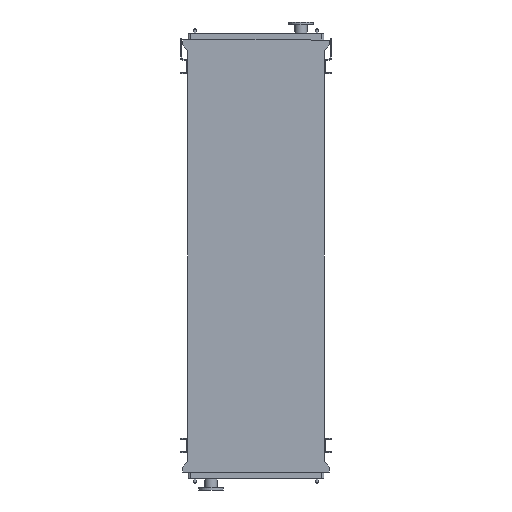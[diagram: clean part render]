
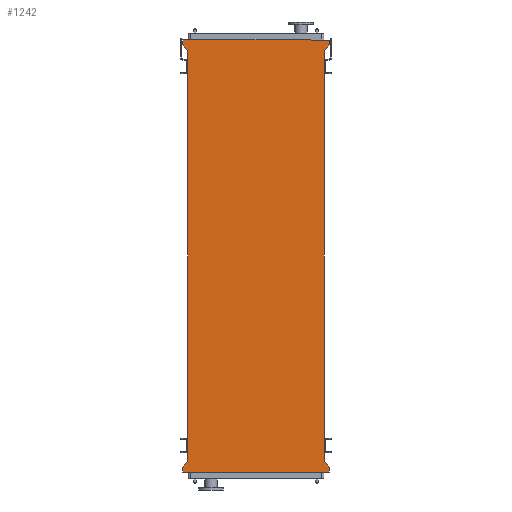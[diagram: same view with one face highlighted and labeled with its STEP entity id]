
A CAD part, front view. The second image highlights one B-rep face of the part: STEP entity #1242.
In plain terms, the highlighted planar face has unit normal (0, -1, 0).
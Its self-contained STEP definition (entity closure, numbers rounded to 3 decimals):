
#179 = EDGE_CURVE ( 'NONE', #8771, #1044, #14857, .T. ) ;
#457 = VECTOR ( 'NONE', #10334, 1000. ) ;
#672 = DIRECTION ( 'NONE',  ( 0., 0., -1. ) ) ;
#720 = LINE ( 'NONE', #3017, #4612 ) ;
#1032 = DIRECTION ( 'NONE',  ( 0., -1., 0. ) ) ;
#1044 = VERTEX_POINT ( 'NONE', #15984 ) ;
#1242 = ADVANCED_FACE ( 'NONE', ( #5488 ), #8515, .T. ) ;
#1306 = DIRECTION ( 'NONE',  ( 0.655, 0., 0.755 ) ) ;
#1553 = EDGE_CURVE ( 'NONE', #8694, #5677, #13677, .T. ) ;
#1873 = EDGE_CURVE ( 'NONE', #6132, #16339, #17157, .T. ) ;
#1931 = EDGE_CURVE ( 'NONE', #7277, #16339, #12301, .T. ) ;
#1939 = EDGE_CURVE ( 'NONE', #1044, #7277, #9275, .T. ) ;
#1959 = EDGE_CURVE ( 'NONE', #2331, #8771, #720, .T. ) ;
#1961 = EDGE_CURVE ( 'NONE', #5677, #2331, #11088, .T. ) ;
#1992 = EDGE_CURVE ( 'NONE', #13038, #8694, #9862, .T. ) ;
#1994 = EDGE_CURVE ( 'NONE', #15952, #13038, #13268, .T. ) ;
#1997 = EDGE_CURVE ( 'NONE', #4785, #15952, #16178, .T. ) ;
#2035 = ORIENTED_EDGE ( 'NONE', *, *, #1873, .T. ) ;
#2098 = EDGE_CURVE ( 'NONE', #11655, #4785, #10875, .T. ) ;
#2103 = EDGE_CURVE ( 'NONE', #6132, #11655, #8301, .T. ) ;
#2331 = VERTEX_POINT ( 'NONE', #5945 ) ;
#2386 = AXIS2_PLACEMENT_3D ( 'NONE', #14252, #1032, #672 ) ;
#2492 = ORIENTED_EDGE ( 'NONE', *, *, #1939, .F. ) ;
#2588 = CARTESIAN_POINT ( 'NONE',  ( -651., 0., -3745. ) ) ;
#2817 = DIRECTION ( 'NONE',  ( -0.655, 0., 0.755 ) ) ;
#2840 = VECTOR ( 'NONE', #1306, 1000. ) ;
#2951 = CARTESIAN_POINT ( 'NONE',  ( -651., 0., -3703. ) ) ;
#3017 = CARTESIAN_POINT ( 'NONE',  ( -651., 0., 53. ) ) ;
#3076 = DIRECTION ( 'NONE',  ( 0., 0., 1. ) ) ;
#3886 = ORIENTED_EDGE ( 'NONE', *, *, #1992, .F. ) ;
#3965 = VECTOR ( 'NONE', #11691, 1000. ) ;
#4200 = VECTOR ( 'NONE', #2817, 1000. ) ;
#4208 = DIRECTION ( 'NONE',  ( 0., 0., -1. ) ) ;
#4273 = CARTESIAN_POINT ( 'NONE',  ( -605., 0., 0. ) ) ;
#4531 = CARTESIAN_POINT ( 'NONE',  ( 651., 0., 53. ) ) ;
#4612 = VECTOR ( 'NONE', #3076, 1000. ) ;
#4745 = ORIENTED_EDGE ( 'NONE', *, *, #2098, .F. ) ;
#4785 = VERTEX_POINT ( 'NONE', #14483 ) ;
#4950 = EDGE_LOOP ( 'NONE', ( #2035, #5828, #2492, #9578, #12977, #9989, #16690, #3886, #7439, #10805, #4745, #5192 ) ) ;
#5192 = ORIENTED_EDGE ( 'NONE', *, *, #2103, .F. ) ;
#5488 = FACE_OUTER_BOUND ( 'NONE', #4950, .T. ) ;
#5589 = CARTESIAN_POINT ( 'NONE',  ( 651., 0., 95. ) ) ;
#5596 = CARTESIAN_POINT ( 'NONE',  ( -605., 0., -3650. ) ) ;
#5677 = VERTEX_POINT ( 'NONE', #10412 ) ;
#5828 = ORIENTED_EDGE ( 'NONE', *, *, #1931, .F. ) ;
#5837 = DIRECTION ( 'NONE',  ( 0., 0., 1. ) ) ;
#5945 = CARTESIAN_POINT ( 'NONE',  ( -651., 0., 53. ) ) ;
#5978 = DIRECTION ( 'NONE',  ( -1., 0., 0. ) ) ;
#6132 = VERTEX_POINT ( 'NONE', #8865 ) ;
#7220 = DIRECTION ( 'NONE',  ( 0., 0., 1. ) ) ;
#7277 = VERTEX_POINT ( 'NONE', #4531 ) ;
#7439 = ORIENTED_EDGE ( 'NONE', *, *, #1994, .F. ) ;
#8301 = LINE ( 'NONE', #11123, #3965 ) ;
#8495 = VECTOR ( 'NONE', #4208, 1000. ) ;
#8515 = PLANE ( 'NONE',  #2386 ) ;
#8694 = VERTEX_POINT ( 'NONE', #14221 ) ;
#8771 = VERTEX_POINT ( 'NONE', #12727 ) ;
#8865 = CARTESIAN_POINT ( 'NONE',  ( 605., 0., -3650. ) ) ;
#8895 = VECTOR ( 'NONE', #9692, 1000. ) ;
#9275 = LINE ( 'NONE', #5589, #8495 ) ;
#9578 = ORIENTED_EDGE ( 'NONE', *, *, #179, .F. ) ;
#9692 = DIRECTION ( 'NONE',  ( -0.655, 0., -0.755 ) ) ;
#9725 = CARTESIAN_POINT ( 'NONE',  ( 651., 0., -3745. ) ) ;
#9748 = CARTESIAN_POINT ( 'NONE',  ( 651., 0., 53. ) ) ;
#9862 = LINE ( 'NONE', #2951, #2840 ) ;
#9989 = ORIENTED_EDGE ( 'NONE', *, *, #1961, .F. ) ;
#10020 = CARTESIAN_POINT ( 'NONE',  ( 651., 0., -3703. ) ) ;
#10270 = DIRECTION ( 'NONE',  ( 1., 0., 0. ) ) ;
#10334 = DIRECTION ( 'NONE',  ( 0., 0., -1. ) ) ;
#10391 = CARTESIAN_POINT ( 'NONE',  ( 651., 0., -3703. ) ) ;
#10412 = CARTESIAN_POINT ( 'NONE',  ( -605., 0., 0. ) ) ;
#10455 = CARTESIAN_POINT ( 'NONE',  ( -651., 0., 95. ) ) ;
#10483 = CARTESIAN_POINT ( 'NONE',  ( -651., 0., -3703. ) ) ;
#10805 = ORIENTED_EDGE ( 'NONE', *, *, #1997, .F. ) ;
#10875 = LINE ( 'NONE', #10391, #457 ) ;
#10976 = CARTESIAN_POINT ( 'NONE',  ( -651., 0., -3745. ) ) ;
#11088 = LINE ( 'NONE', #4273, #4200 ) ;
#11123 = CARTESIAN_POINT ( 'NONE',  ( 605., 0., -3650. ) ) ;
#11655 = VERTEX_POINT ( 'NONE', #10020 ) ;
#11691 = DIRECTION ( 'NONE',  ( 0.655, 0., -0.755 ) ) ;
#12301 = LINE ( 'NONE', #9748, #8895 ) ;
#12727 = CARTESIAN_POINT ( 'NONE',  ( -651., 0., 95. ) ) ;
#12857 = VECTOR ( 'NONE', #7220, 1000. ) ;
#12977 = ORIENTED_EDGE ( 'NONE', *, *, #1959, .F. ) ;
#13038 = VERTEX_POINT ( 'NONE', #10483 ) ;
#13268 = LINE ( 'NONE', #10976, #12857 ) ;
#13304 = VECTOR ( 'NONE', #5837, 1000. ) ;
#13677 = LINE ( 'NONE', #5596, #13304 ) ;
#13857 = VECTOR ( 'NONE', #14948, 1000. ) ;
#14221 = CARTESIAN_POINT ( 'NONE',  ( -605., 0., -3650. ) ) ;
#14252 = CARTESIAN_POINT ( 'NONE',  ( -605., 0., -3650. ) ) ;
#14472 = VECTOR ( 'NONE', #10270, 1000. ) ;
#14483 = CARTESIAN_POINT ( 'NONE',  ( 651., 0., -3745. ) ) ;
#14737 = CARTESIAN_POINT ( 'NONE',  ( 605., 0., -3650. ) ) ;
#14857 = LINE ( 'NONE', #10455, #14472 ) ;
#14948 = DIRECTION ( 'NONE',  ( 0., 0., 1. ) ) ;
#15952 = VERTEX_POINT ( 'NONE', #2588 ) ;
#15984 = CARTESIAN_POINT ( 'NONE',  ( 651., 0., 95. ) ) ;
#16178 = LINE ( 'NONE', #9725, #16579 ) ;
#16299 = CARTESIAN_POINT ( 'NONE',  ( 605., 0., 0. ) ) ;
#16339 = VERTEX_POINT ( 'NONE', #16299 ) ;
#16579 = VECTOR ( 'NONE', #5978, 1000. ) ;
#16690 = ORIENTED_EDGE ( 'NONE', *, *, #1553, .F. ) ;
#17157 = LINE ( 'NONE', #14737, #13857 ) ;
